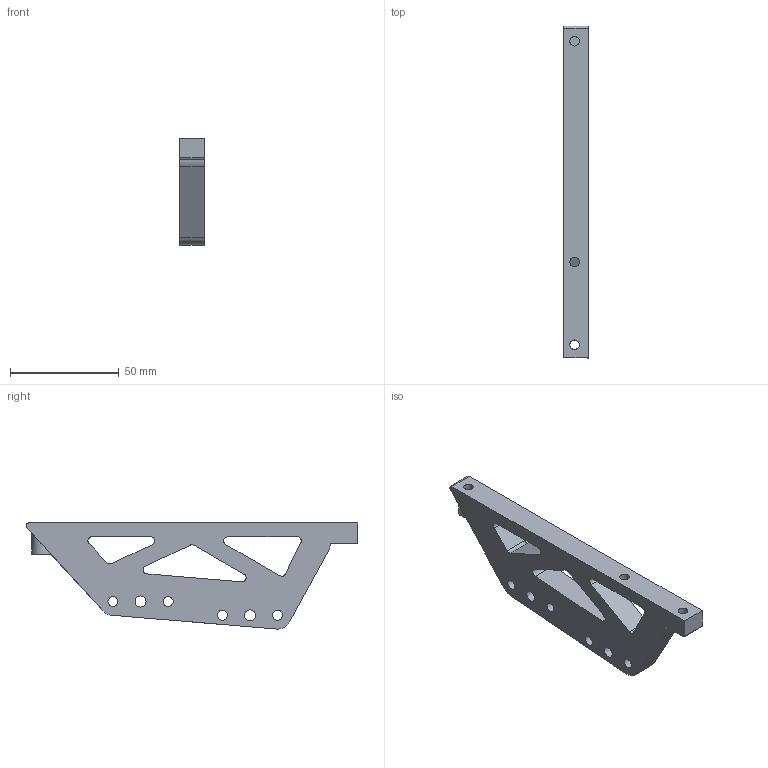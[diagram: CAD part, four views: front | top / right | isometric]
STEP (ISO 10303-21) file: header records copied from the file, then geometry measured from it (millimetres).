
FILE_DESCRIPTION(/* description */ (''),/* implementation_level */ '2;1');
FILE_NAME(/* name */ '3rdAnd4thGearMount_MIR.stp',/* time_stamp */ '2025-09-08T23:16:54-04:00',/* author */ ('Teddy'),/* organization */ (''),/* preprocessor_version */ 'ST-DEVELOPER v20.1',/* originating_system */ 'Autodesk Inventor 2026',/* authorisation */ '');
FILE_SCHEMA (('AUTOMOTIVE_DESIGN { 1 0 10303 214 3 1 1 }'));
Length unit declared in the file: inch
Products named in the file (1): 3rdAnd4thGearMount_MIR
Bounding box: 11.43 x 152.84 x 48.83 mm (x, y, z)
Volume: 46687.4 mm3; surface area: 16830.2 mm2
Topology: 1 solids, 1 shells, 60 faces, 159 edges, 106 vertices
Faces by surface type: cylinder 30, plane 24, torus 6
Full cylindrical faces by diameter (mm): 4.369 x3, 4.572 x4, 5.08 x2, 8.89 x3
Entity records: 2050 total; most frequent: DIRECTION 359, CARTESIAN_POINT 326, ORIENTED_EDGE 318, EDGE_CURVE 159, AXIS2_PLACEMENT_3D 139, VERTEX_POINT 106, EDGE_LOOP 87, LINE 81
